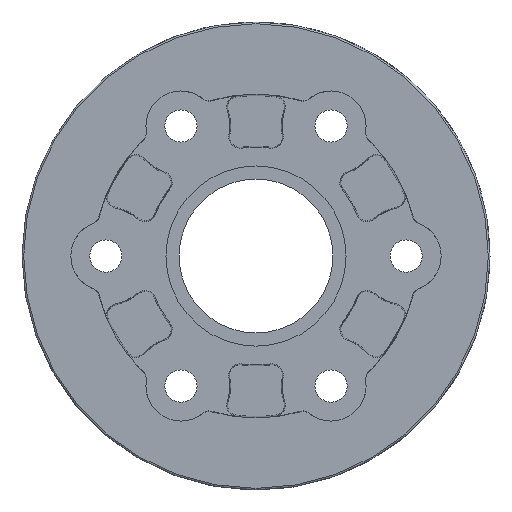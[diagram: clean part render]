
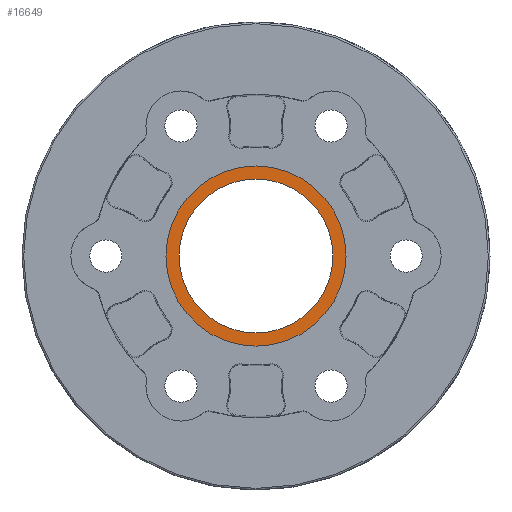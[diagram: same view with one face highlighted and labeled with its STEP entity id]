
A CAD part, left-side view. The second image highlights one B-rep face of the part: STEP entity #16649.
In plain terms, the highlighted planar face has unit normal (-1, 0, 0).
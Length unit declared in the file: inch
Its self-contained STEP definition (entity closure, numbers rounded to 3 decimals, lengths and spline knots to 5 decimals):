
#210 = AXIS2_PLACEMENT_3D ( 'NONE', #7021, #24143, #4254 ) ;
#690 = AXIS2_PLACEMENT_3D ( 'NONE', #22212, #8880, #1866 ) ;
#1544 = VERTEX_POINT ( 'NONE', #7705 ) ;
#1866 = DIRECTION ( 'NONE',  ( 0., -1., 0. ) ) ;
#2670 = CIRCLE ( 'NONE', #25561, 0.4805 ) ;
#3418 = EDGE_LOOP ( 'NONE', ( #8740 ) ) ;
#4254 = DIRECTION ( 'NONE',  ( 0., -1., 0. ) ) ;
#5212 = CARTESIAN_POINT ( 'NONE',  ( 0.2525, 0., 0. ) ) ;
#6363 = VERTEX_POINT ( 'NONE', #13370 ) ;
#7021 = CARTESIAN_POINT ( 'NONE',  ( 0.2525, 0., 0. ) ) ;
#7705 = CARTESIAN_POINT ( 'NONE',  ( 0.2525, -0.5625, 0. ) ) ;
#8733 = FACE_OUTER_BOUND ( 'NONE', #24327, .T. ) ;
#8740 = ORIENTED_EDGE ( 'NONE', *, *, #20596, .T. ) ;
#8880 = DIRECTION ( 'NONE',  ( -1., 0., 0. ) ) ;
#11082 = PLANE ( 'NONE',  #690 ) ;
#12260 = ORIENTED_EDGE ( 'NONE', *, *, #16186, .T. ) ;
#13370 = CARTESIAN_POINT ( 'NONE',  ( 0.2525, -0.4805, 0. ) ) ;
#16186 = EDGE_CURVE ( 'NONE', #1544, #1544, #22648, .T. ) ;
#16649 = ADVANCED_FACE ( 'NONE', ( #8733, #21922 ), #11082, .T. ) ;
#20596 = EDGE_CURVE ( 'NONE', #6363, #6363, #2670, .T. ) ;
#20727 = DIRECTION ( 'NONE',  ( 0., -1., 0. ) ) ;
#21922 = FACE_BOUND ( 'NONE', #3418, .T. ) ;
#22212 = CARTESIAN_POINT ( 'NONE',  ( 0.2525, 0., 0. ) ) ;
#22648 = CIRCLE ( 'NONE', #210, 0.5625 ) ;
#22779 = DIRECTION ( 'NONE',  ( 1., 0., 0. ) ) ;
#24143 = DIRECTION ( 'NONE',  ( -1., 0., 0. ) ) ;
#24327 = EDGE_LOOP ( 'NONE', ( #12260 ) ) ;
#25561 = AXIS2_PLACEMENT_3D ( 'NONE', #5212, #22779, #20727 ) ;
